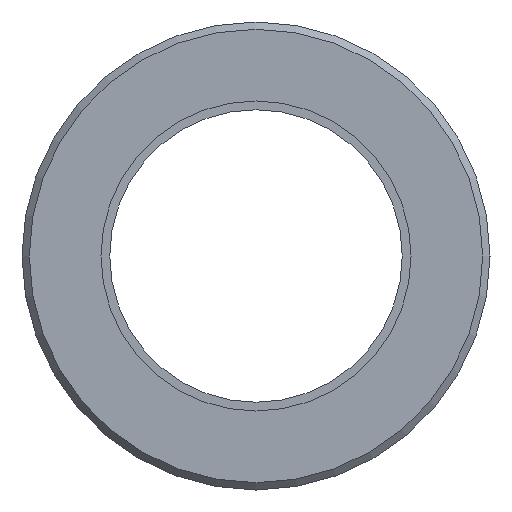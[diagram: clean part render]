
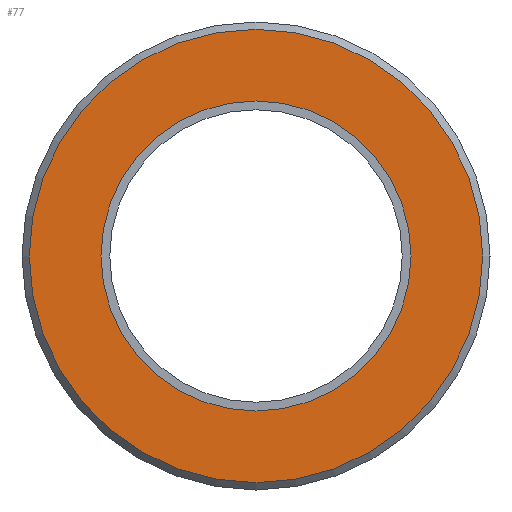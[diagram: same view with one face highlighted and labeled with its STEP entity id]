
A CAD part, left-side view. The second image highlights one B-rep face of the part: STEP entity #77.
In plain terms, the highlighted face is planar.
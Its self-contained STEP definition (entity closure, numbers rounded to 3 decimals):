
#77 = ADVANCED_FACE( '', ( #160, #161 ), #162, .T. );
#160 = FACE_OUTER_BOUND( '', #262, .T. );
#161 = FACE_BOUND( '', #263, .T. );
#162 = PLANE( '', #264 );
#262 = EDGE_LOOP( '', ( #360 ) );
#263 = EDGE_LOOP( '', ( #361 ) );
#264 = AXIS2_PLACEMENT_3D( '', #362, #363, #364 );
#360 = ORIENTED_EDGE( '', *, *, #481, .T. );
#361 = ORIENTED_EDGE( '', *, *, #482, .F. );
#362 = CARTESIAN_POINT( '', ( 80., 10.6, 0. ) );
#363 = DIRECTION( '', ( 1., 0., 0. ) );
#364 = DIRECTION( '', ( 0., 0., -1. ) );
#481 = EDGE_CURVE( '', #533, #533, #534, .T. );
#482 = EDGE_CURVE( '', #535, #535, #536, .T. );
#533 = VERTEX_POINT( '', #599 );
#534 = CIRCLE( '', #600, 15.5 );
#535 = VERTEX_POINT( '', #601 );
#536 = CIRCLE( '', #602, 10.6 );
#599 = CARTESIAN_POINT( '', ( 80., 0., -15.5 ) );
#600 = AXIS2_PLACEMENT_3D( '', #668, #669, #670 );
#601 = CARTESIAN_POINT( '', ( 80., 0., -10.6 ) );
#602 = AXIS2_PLACEMENT_3D( '', #671, #672, #673 );
#668 = CARTESIAN_POINT( '', ( 80., 0., 0. ) );
#669 = DIRECTION( '', ( 1., 0., 0. ) );
#670 = DIRECTION( '', ( 0., 0., -1. ) );
#671 = CARTESIAN_POINT( '', ( 80., 0., 0. ) );
#672 = DIRECTION( '', ( 1., 0., 0. ) );
#673 = DIRECTION( '', ( 0., 0., -1. ) );
